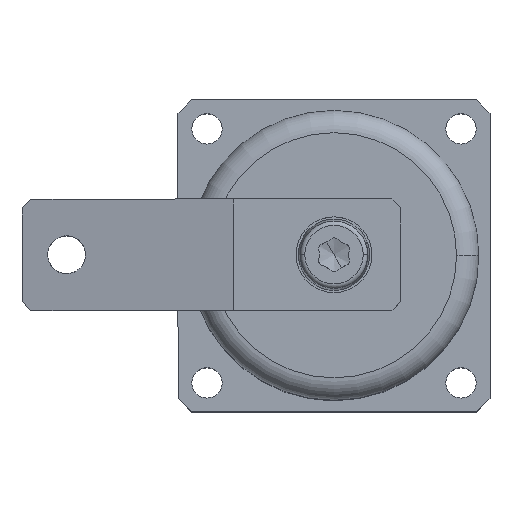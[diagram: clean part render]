
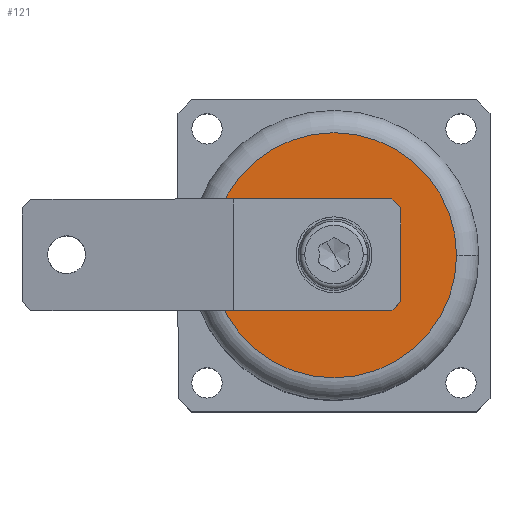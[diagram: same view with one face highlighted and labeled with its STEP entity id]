
A CAD part, top view. The second image highlights one B-rep face of the part: STEP entity #121.
In plain terms, the highlighted planar face has unit normal (0, 0, 1).
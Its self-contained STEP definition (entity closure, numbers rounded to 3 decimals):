
#121 = ADVANCED_FACE ( 'NONE', ( #5085, #5087 ), #5611, .T. ) ;
#191 = DIRECTION ( 'NONE',  ( 1., 0., 0. ) ) ;
#192 = DIRECTION ( 'NONE',  ( 0., 0., 1. ) ) ;
#193 = CARTESIAN_POINT ( 'NONE',  ( 0., 0., 107. ) ) ;
#203 = DIRECTION ( 'NONE',  ( 1., 0., 0. ) ) ;
#204 = DIRECTION ( 'NONE',  ( 0., 0., 1. ) ) ;
#205 = CARTESIAN_POINT ( 'NONE',  ( 0., 0., 107. ) ) ;
#601 = EDGE_LOOP ( 'NONE', ( #2225, #2181 ) ) ;
#661 = VERTEX_POINT ( 'NONE', #4159 ) ;
#669 = VERTEX_POINT ( 'NONE', #4145 ) ;
#677 = EDGE_LOOP ( 'NONE', ( #2233, #2234 ) ) ;
#1320 = CARTESIAN_POINT ( 'NONE',  ( 27.5, 0., 107. ) ) ;
#1354 = CARTESIAN_POINT ( 'NONE',  ( -27.5, 0., 107. ) ) ;
#1716 = VERTEX_POINT ( 'NONE', #1354 ) ;
#1750 = VERTEX_POINT ( 'NONE', #1320 ) ;
#2181 = ORIENTED_EDGE ( 'NONE', *, *, #3536, .F. ) ;
#2225 = ORIENTED_EDGE ( 'NONE', *, *, #5717, .F. ) ;
#2233 = ORIENTED_EDGE ( 'NONE', *, *, #3540, .T. ) ;
#2234 = ORIENTED_EDGE ( 'NONE', *, *, #5718, .T. ) ;
#2423 = AXIS2_PLACEMENT_3D ( 'NONE', #3329, #3330, #3339 ) ;
#2425 = AXIS2_PLACEMENT_3D ( 'NONE', #3328, #3327, #3338 ) ;
#2956 = CIRCLE ( 'NONE', #5467, 27.5 ) ;
#2961 = CIRCLE ( 'NONE', #5470, 10. ) ;
#3327 = DIRECTION ( 'NONE',  ( 0., 0., 1. ) ) ;
#3328 = CARTESIAN_POINT ( 'NONE',  ( 0., 0., 107. ) ) ;
#3329 = CARTESIAN_POINT ( 'NONE',  ( 0., 0., 107. ) ) ;
#3330 = DIRECTION ( 'NONE',  ( 0., 0., 1. ) ) ;
#3338 = DIRECTION ( 'NONE',  ( 1., 0., 0. ) ) ;
#3339 = DIRECTION ( 'NONE',  ( 1., 0., 0. ) ) ;
#3391 = AXIS2_PLACEMENT_3D ( 'NONE', #5612, #5606, #5605 ) ;
#3536 = EDGE_CURVE ( 'NONE', #669, #661, #2961, .T. ) ;
#3540 = EDGE_CURVE ( 'NONE', #1750, #1716, #2956, .T. ) ;
#4145 = CARTESIAN_POINT ( 'NONE',  ( -10., 0., 107. ) ) ;
#4159 = CARTESIAN_POINT ( 'NONE',  ( 10., 0., 107. ) ) ;
#4350 = CIRCLE ( 'NONE', #2423, 27.5 ) ;
#4352 = CIRCLE ( 'NONE', #2425, 10. ) ;
#5085 = FACE_BOUND ( 'NONE', #601, .T. ) ;
#5087 = FACE_OUTER_BOUND ( 'NONE', #677, .T. ) ;
#5467 = AXIS2_PLACEMENT_3D ( 'NONE', #193, #192, #191 ) ;
#5470 = AXIS2_PLACEMENT_3D ( 'NONE', #205, #204, #203 ) ;
#5605 = DIRECTION ( 'NONE',  ( 1., 0., 0. ) ) ;
#5606 = DIRECTION ( 'NONE',  ( 0., 0., 1. ) ) ;
#5611 = PLANE ( 'NONE',  #3391 ) ;
#5612 = CARTESIAN_POINT ( 'NONE',  ( 0., 0., 107. ) ) ;
#5717 = EDGE_CURVE ( 'NONE', #661, #669, #4352, .T. ) ;
#5718 = EDGE_CURVE ( 'NONE', #1716, #1750, #4350, .T. ) ;
